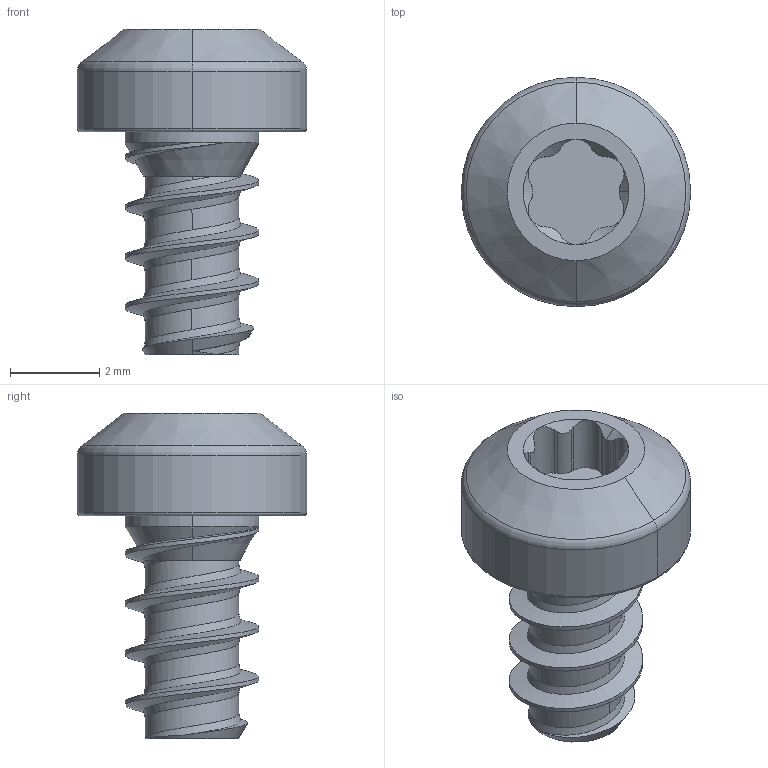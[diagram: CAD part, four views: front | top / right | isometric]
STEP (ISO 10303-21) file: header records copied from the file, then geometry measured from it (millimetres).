
FILE_DESCRIPTION (( 'STEP AP203' ), '1' );
FILE_NAME ('96817A300_Thread-Forming Screws for Thin Plastic.STEP', '2023-02-02T21:46:00', ( 'Administrator' ), ( 'Managed by Terraform' ), 'SwSTEP 2.0', 'SolidWorks 2017', '' );
FILE_SCHEMA (( 'CONFIG_CONTROL_DESIGN' ));
Length unit declared in the file: millimetre
Products named in the file (1): 96817A300_Thread-Forming Screws for Thin Plastic
Bounding box: 5.15 x 5.15 x 7.3 mm (x, y, z)
Volume: 59.5 mm3; surface area: 130.8 mm2
Topology: 1 solids, 1 shells, 69 faces, 177 edges, 112 vertices
Faces by surface type: cylinder 27, plane 17, cone 16, bspline 5, torus 4
Entity records: 3774 total; most frequent: CARTESIAN_POINT 2158, ORIENTED_EDGE 354, DIRECTION 284, EDGE_CURVE 177, AXIS2_PLACEMENT_3D 113, VERTEX_POINT 112, EDGE_LOOP 71, ADVANCED_FACE 69
